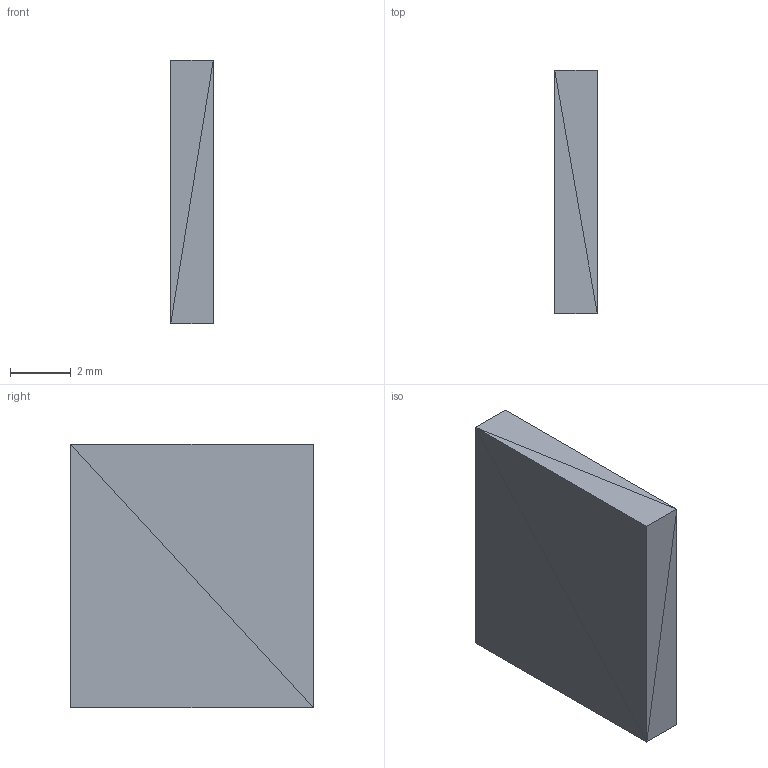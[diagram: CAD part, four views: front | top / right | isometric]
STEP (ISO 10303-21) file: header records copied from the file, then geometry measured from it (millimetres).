
FILE_DESCRIPTION(('FreeCAD Model'),'2;1');
FILE_NAME('Open CASCADE Shape Model','2021-07-01T12:36:40',('FreeCAD'),( 'FreeCAD'),'Open CASCADE STEP processor 7.5','FreeCAD','Unknown');
FILE_SCHEMA(('AUTOMOTIVE_DESIGN { 1 0 10303 214 1 1 1 1 }'));
Length unit declared in the file: millimetre
Products named in the file (2): Open CASCADE STEP translator 7.5 3; Open CASCADE STEP translator 7.5 3.1
Assembly tree (1 placements, depth 2):
  Open CASCADE STEP translator 7.5 3
    Open CASCADE STEP translator 7.5 3.1
Bounding box: 1.4 x 8 x 8.7 mm (x, y, z)
Surface area: 186 mm2 (no closed solid volume)
Topology: 0 solids, 1 shells, 12 faces, 18 edges, 8 vertices
Faces by surface type: plane 12
Entity records: 490 total; most frequent: CARTESIAN_POINT 94, DIRECTION 64, ORIENTED_EDGE 36, LINE 36, VECTOR 36, PCURVE 36, DEFINITIONAL_REPRESENTATION 36, EDGE_CURVE 18
